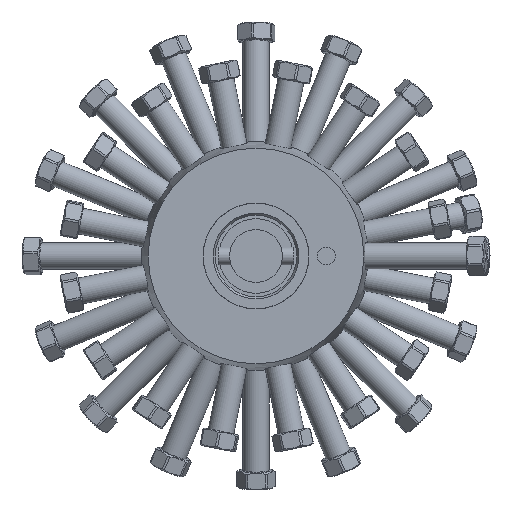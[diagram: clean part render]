
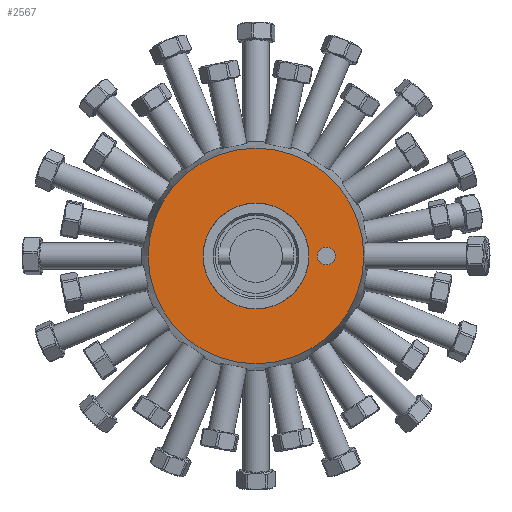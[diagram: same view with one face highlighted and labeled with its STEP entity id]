
A CAD part, left-side view. The second image highlights one B-rep face of the part: STEP entity #2567.
In plain terms, the highlighted planar face has unit normal (-1, 0, 0).
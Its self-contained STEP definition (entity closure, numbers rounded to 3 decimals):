
#2529=CARTESIAN_POINT('',(6.35,14.501,0.0));
#2530=DIRECTION('',(-1.0,0.0,0.0));
#2531=DIRECTION('',(0.0,0.0,1.0));
#2532=AXIS2_PLACEMENT_3D('',#2529,#2530,#2531);
#2533=PLANE('',#2532);
#2534=CARTESIAN_POINT('',(6.35,19.477,0.0));
#2535=VERTEX_POINT('',#2534);
#2536=CARTESIAN_POINT('',(6.35,0.0,0.0));
#2537=DIRECTION('',(1.0,0.0,0.0));
#2538=DIRECTION('',(0.0,1.0,0.0));
#2539=AXIS2_PLACEMENT_3D('',#2536,#2537,#2538);
#2540=CIRCLE('',#2539,19.477);
#2541=EDGE_CURVE('',#2535,#2535,#2540,.T.);
#2542=ORIENTED_EDGE('',*,*,#2541,.F.);
#2543=EDGE_LOOP('',(#2542));
#2544=FACE_OUTER_BOUND('',#2543,.T.);
#2545=CARTESIAN_POINT('',(6.35,9.555,0.));
#2546=VERTEX_POINT('',#2545);
#2547=CARTESIAN_POINT('',(6.35,0.0,0.0));
#2548=DIRECTION('',(-1.0,0.0,0.0));
#2549=DIRECTION('',(0.0,-1.0,0.0));
#2550=AXIS2_PLACEMENT_3D('',#2547,#2548,#2549);
#2551=CIRCLE('',#2550,9.555);
#2552=EDGE_CURVE('',#2546,#2546,#2551,.T.);
#2553=ORIENTED_EDGE('',*,*,#2552,.F.);
#2554=EDGE_LOOP('',(#2553));
#2555=FACE_BOUND('',#2554,.T.);
#2556=CARTESIAN_POINT('',(6.35,-12.7,1.607));
#2557=VERTEX_POINT('',#2556);
#2558=CARTESIAN_POINT('',(6.35,-12.7,0.));
#2559=DIRECTION('',(1.0,0.0,0.0));
#2560=DIRECTION('',(0.0,0.0,1.0));
#2561=AXIS2_PLACEMENT_3D('',#2558,#2559,#2560);
#2562=CIRCLE('',#2561,1.607);
#2563=EDGE_CURVE('',#2557,#2557,#2562,.T.);
#2564=ORIENTED_EDGE('',*,*,#2563,.T.);
#2565=EDGE_LOOP('',(#2564));
#2566=FACE_BOUND('',#2565,.T.);
#2567=ADVANCED_FACE('',(#2544,#2555,#2566),#2533,.T.);
